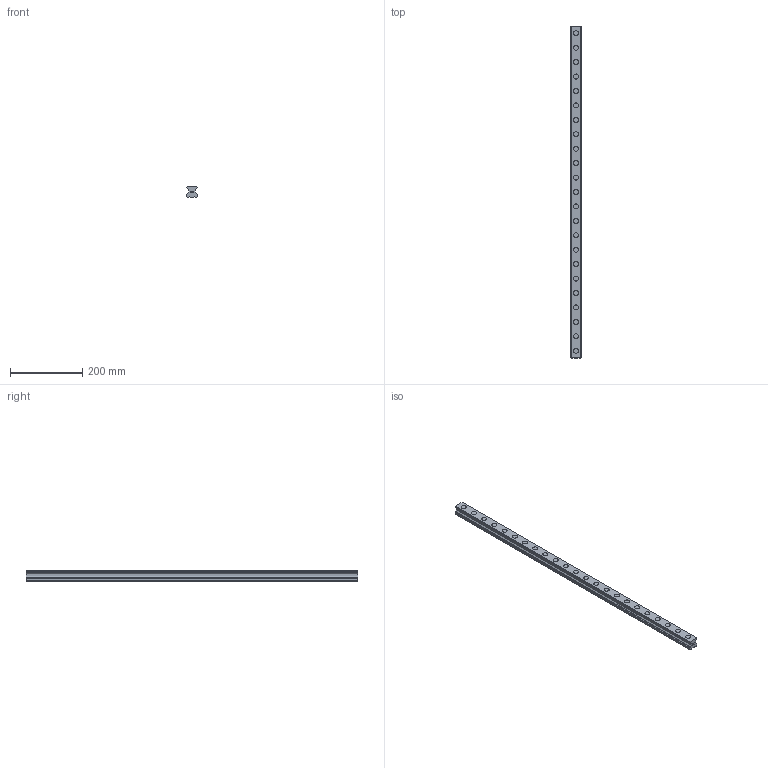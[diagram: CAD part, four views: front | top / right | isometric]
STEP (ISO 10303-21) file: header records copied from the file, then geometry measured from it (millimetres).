
FILE_DESCRIPTION(('STEP AP214'),'1');
FILE_NAME('cctmp_E8F4271E-1769-4F85-83EB-6FC956AE7B19_2021_03_11_14_22_26_0804..stp','2021-03-11T13:22:26',('HIWIN GmbH'),('CADClick - www.CADClick.com'),'Spatial InterOp 3D',' ','unknown authorization');
FILE_SCHEMA(('AUTOMOTIVE_DESIGN'));
Length unit declared in the file: millimetre
Products named in the file (1): RGR30R920H_FILE
Bounding box: 28 x 920 x 28 mm (x, y, z)
Volume: 527954.7 mm3; surface area: 137341.3 mm2
Topology: 1 solids, 1 shells, 322 faces, 741 edges, 494 vertices
Faces by surface type: plane 166, cylinder 156
Entity records: 11817 total; most frequent: DIRECTION 1699, CARTESIAN_POINT 1558, ORIENTED_EDGE 1482, EDGE_CURVE 741, AXIS2_PLACEMENT_3D 635, VERTEX_POINT 494, LINE 429, VECTOR 429
